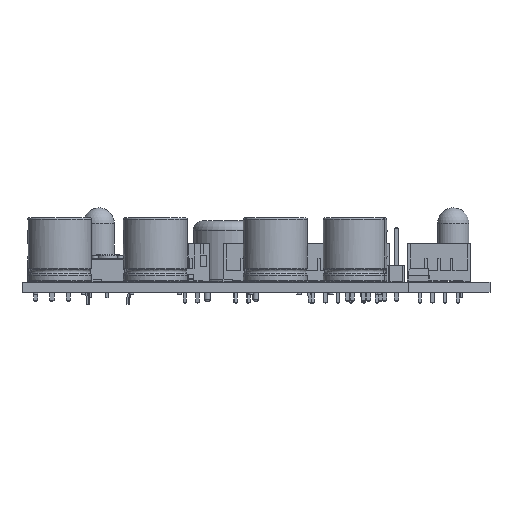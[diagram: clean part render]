
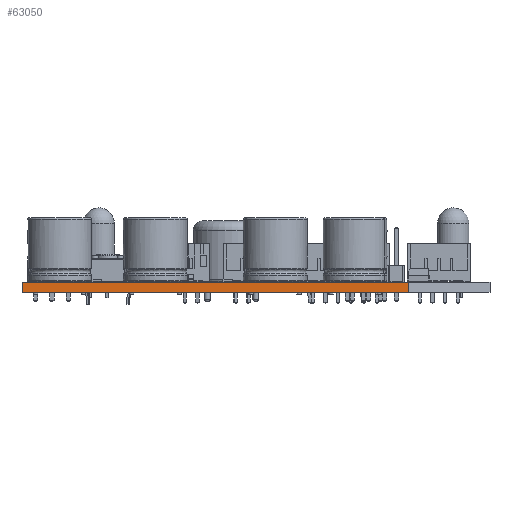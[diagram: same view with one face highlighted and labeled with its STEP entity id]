
A CAD part, front view. The second image highlights one B-rep face of the part: STEP entity #63050.
In plain terms, the highlighted planar face has unit normal (0, -1, 0).
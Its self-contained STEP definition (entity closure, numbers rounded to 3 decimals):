
#57498 = VERTEX_POINT('',#57499);
#57499 = CARTESIAN_POINT('',(97.,-175.,1.6));
#57505 = EDGE_CURVE('',#57506,#57498,#57508,.T.);
#57506 = VERTEX_POINT('',#57507);
#57507 = CARTESIAN_POINT('',(97.,-175.,0.));
#57508 = LINE('',#57509,#57510);
#57509 = CARTESIAN_POINT('',(97.,-175.,0.));
#57510 = VECTOR('',#57511,1.);
#57511 = DIRECTION('',(0.,0.,1.));
#57554 = VERTEX_POINT('',#57555);
#57555 = CARTESIAN_POINT('',(36.5,-175.,0.));
#57561 = EDGE_CURVE('',#57506,#57554,#57562,.T.);
#57562 = LINE('',#57563,#57564);
#57563 = CARTESIAN_POINT('',(97.,-175.,0.));
#57564 = VECTOR('',#57565,1.);
#57565 = DIRECTION('',(-1.,0.,0.));
#60309 = VERTEX_POINT('',#60310);
#60310 = CARTESIAN_POINT('',(36.5,-175.,1.6));
#60316 = EDGE_CURVE('',#57498,#60309,#60317,.T.);
#60317 = LINE('',#60318,#60319);
#60318 = CARTESIAN_POINT('',(97.,-175.,1.6));
#60319 = VECTOR('',#60320,1.);
#60320 = DIRECTION('',(-1.,0.,0.));
#63050 = ADVANCED_FACE('',(#63051),#63062,.T.);
#63051 = FACE_BOUND('',#63052,.T.);
#63052 = EDGE_LOOP('',(#63053,#63054,#63055,#63061));
#63053 = ORIENTED_EDGE('',*,*,#57505,.T.);
#63054 = ORIENTED_EDGE('',*,*,#60316,.T.);
#63055 = ORIENTED_EDGE('',*,*,#63056,.F.);
#63056 = EDGE_CURVE('',#57554,#60309,#63057,.T.);
#63057 = LINE('',#63058,#63059);
#63058 = CARTESIAN_POINT('',(36.5,-175.,0.));
#63059 = VECTOR('',#63060,1.);
#63060 = DIRECTION('',(0.,0.,1.));
#63061 = ORIENTED_EDGE('',*,*,#57561,.F.);
#63062 = PLANE('',#63063);
#63063 = AXIS2_PLACEMENT_3D('',#63064,#63065,#63066);
#63064 = CARTESIAN_POINT('',(97.,-175.,0.));
#63065 = DIRECTION('',(0.,-1.,0.));
#63066 = DIRECTION('',(-1.,0.,0.));
